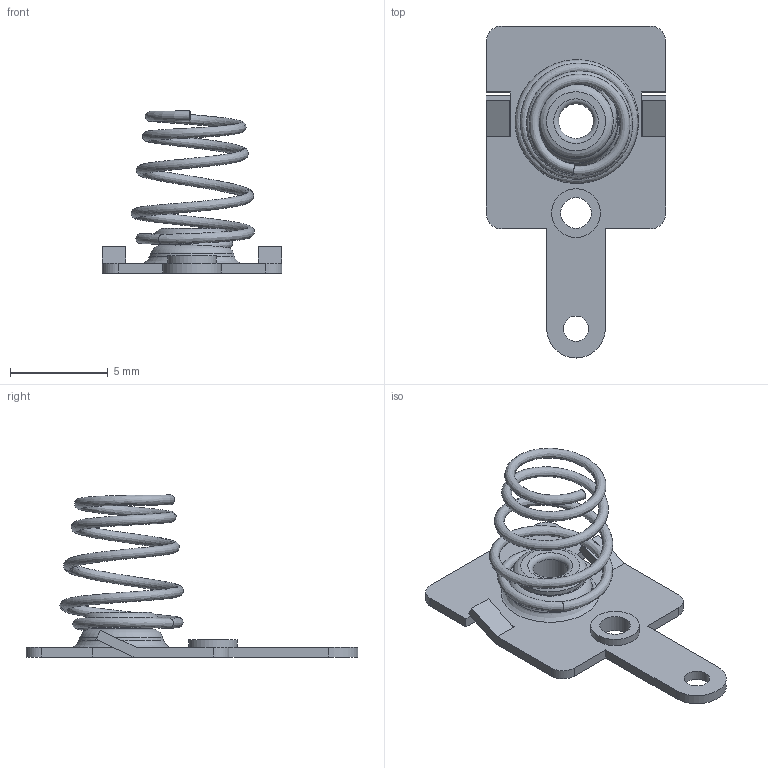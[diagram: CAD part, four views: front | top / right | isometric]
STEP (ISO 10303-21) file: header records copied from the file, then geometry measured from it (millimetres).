
FILE_DESCRIPTION(/* description */ ('Unknown'),/* implementation_level */ '2;1');
FILE_NAME(/* name */ '5204',/* time_stamp */ '2023-04-26T11:17:28+02:00',/* author */ ('Unknown'),/* organization */ ('Unknown'),/* preprocessor_version */ 'ST-DEVELOPER v18.1',/* originating_system */ 'Solid Edge',/* authorisation */ 'Unknown');
FILE_SCHEMA (('AUTOMOTIVE_DESIGN {1 0 10303 214 3 1 1}'));
Length unit declared in the file: millimetre
Products named in the file (1): 5204
Bounding box: 9.19 x 16.99 x 8.31 mm (x, y, z)
Volume: 82.2 mm3; surface area: 418.4 mm2
Topology: 1 solids, 1 shells, 57 faces, 156 edges, 104 vertices
Faces by surface type: plane 32, cylinder 13, torus 8, cone 2, bspline 2
Full cylindrical faces by diameter (mm): 1.295 x1, 1.575 x1, 1.778 x1, 2.261 x1, 2.489 x1, 3.81 x1
Entity records: 2672 total; most frequent: CARTESIAN_POINT 1328, ORIENTED_EDGE 258, DIRECTION 253, EDGE_CURVE 129, VERTEX_POINT 94, AXIS2_PLACEMENT_3D 90, EDGE_LOOP 85, FACE_BOUND 85
